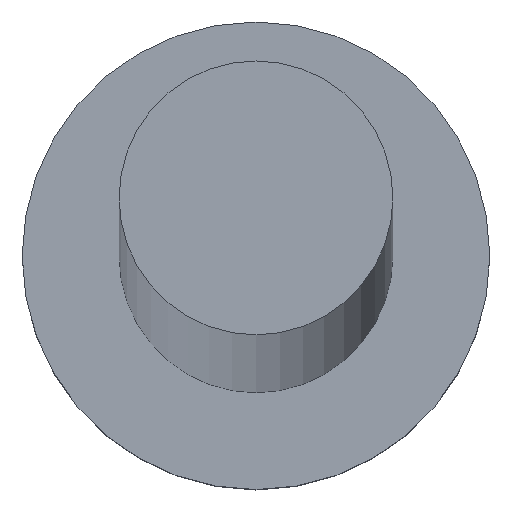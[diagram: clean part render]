
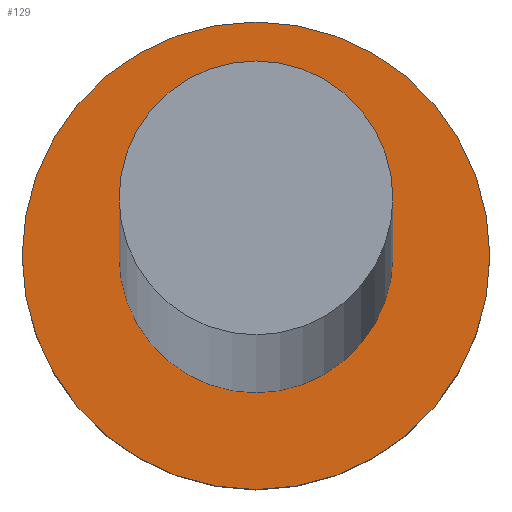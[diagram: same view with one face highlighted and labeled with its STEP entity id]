
A CAD part, top view. The second image highlights one B-rep face of the part: STEP entity #129.
In plain terms, the highlighted planar face has unit normal (0, 0, 1).
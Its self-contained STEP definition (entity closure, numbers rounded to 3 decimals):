
#2 = EDGE_CURVE ( 'NONE', #236, #37, #53, .T. ) ;
#5 = DIRECTION ( 'NONE',  ( 1., 0., 0. ) ) ;
#15 = CARTESIAN_POINT ( 'NONE',  ( -7., 0., 6.5 ) ) ;
#19 = VERTEX_POINT ( 'NONE', #47 ) ;
#21 = DIRECTION ( 'NONE',  ( 1., 0., 0. ) ) ;
#29 = FACE_BOUND ( 'NONE', #179, .T. ) ;
#31 = AXIS2_PLACEMENT_3D ( 'NONE', #146, #155, #209 ) ;
#37 = VERTEX_POINT ( 'NONE', #242 ) ;
#38 = AXIS2_PLACEMENT_3D ( 'NONE', #245, #50, #21 ) ;
#40 = EDGE_CURVE ( 'NONE', #19, #255, #56, .T. ) ;
#47 = CARTESIAN_POINT ( 'NONE',  ( 7., 0., 6.5 ) ) ;
#48 = EDGE_CURVE ( 'NONE', #255, #19, #83, .T. ) ;
#50 = DIRECTION ( 'NONE',  ( 0., 0., 1. ) ) ;
#53 = CIRCLE ( 'NONE', #31, 4.1 ) ;
#56 = CIRCLE ( 'NONE', #253, 7. ) ;
#57 = AXIS2_PLACEMENT_3D ( 'NONE', #187, #229, #171 ) ;
#65 = FACE_OUTER_BOUND ( 'NONE', #124, .T. ) ;
#77 = CARTESIAN_POINT ( 'NONE',  ( 0., 0., 6.5 ) ) ;
#83 = CIRCLE ( 'NONE', #38, 7. ) ;
#97 = ORIENTED_EDGE ( 'NONE', *, *, #48, .T. ) ;
#106 = PLANE ( 'NONE',  #57 ) ;
#115 = DIRECTION ( 'NONE',  ( 1., 0., 0. ) ) ;
#124 = EDGE_LOOP ( 'NONE', ( #97, #235 ) ) ;
#129 = ADVANCED_FACE ( 'NONE', ( #29, #65 ), #106, .T. ) ;
#139 = ORIENTED_EDGE ( 'NONE', *, *, #238, .F. ) ;
#146 = CARTESIAN_POINT ( 'NONE',  ( 0., 0., 6.5 ) ) ;
#155 = DIRECTION ( 'NONE',  ( 0., 0., 1. ) ) ;
#156 = DIRECTION ( 'NONE',  ( 0., 0., 1. ) ) ;
#171 = DIRECTION ( 'NONE',  ( 1., 0., 0. ) ) ;
#172 = DIRECTION ( 'NONE',  ( 0., 0., 1. ) ) ;
#179 = EDGE_LOOP ( 'NONE', ( #252, #139 ) ) ;
#187 = CARTESIAN_POINT ( 'NONE',  ( 0., 0., 6.5 ) ) ;
#189 = CARTESIAN_POINT ( 'NONE',  ( 0., 0., 6.5 ) ) ;
#209 = DIRECTION ( 'NONE',  ( 1., 0., 0. ) ) ;
#215 = CARTESIAN_POINT ( 'NONE',  ( -4.1, 0., 6.5 ) ) ;
#220 = CIRCLE ( 'NONE', #230, 4.1 ) ;
#229 = DIRECTION ( 'NONE',  ( 0., 0., 1. ) ) ;
#230 = AXIS2_PLACEMENT_3D ( 'NONE', #77, #156, #115 ) ;
#235 = ORIENTED_EDGE ( 'NONE', *, *, #40, .T. ) ;
#236 = VERTEX_POINT ( 'NONE', #215 ) ;
#238 = EDGE_CURVE ( 'NONE', #37, #236, #220, .T. ) ;
#242 = CARTESIAN_POINT ( 'NONE',  ( 4.1, 0., 6.5 ) ) ;
#245 = CARTESIAN_POINT ( 'NONE',  ( 0., 0., 6.5 ) ) ;
#252 = ORIENTED_EDGE ( 'NONE', *, *, #2, .F. ) ;
#253 = AXIS2_PLACEMENT_3D ( 'NONE', #189, #172, #5 ) ;
#255 = VERTEX_POINT ( 'NONE', #15 ) ;
